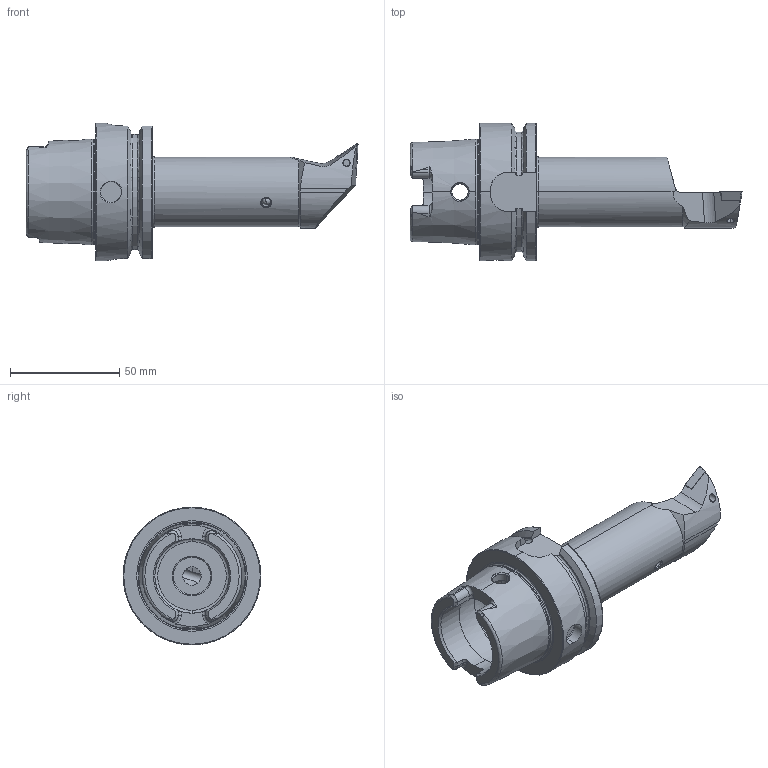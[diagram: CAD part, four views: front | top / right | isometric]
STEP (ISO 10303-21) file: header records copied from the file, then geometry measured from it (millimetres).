
FILE_DESCRIPTION (( 'STEP AP214' ), '1' );
FILE_NAME ('HA6-BDB.LUB.120.STEP', '2017-11-21T17:17:16', ( 'SWIAdmin' ), ( 'Hewlett-Packard Company' ), 'SwSTEP 2.0', 'SolidWorks 2017', '' );
FILE_SCHEMA (( 'AUTOMOTIVE_DESIGN' ));
Length unit declared in the file: millimetre
Products named in the file (5): KVT_MB_600_050; WCB-ER2.001.009_A; DCMT11T304; HA6-BDB.LUB.120_A; HA6-BDB.LUB.120
Assembly tree (4 placements, depth 2):
  HA6-BDB.LUB.120
    HA6-BDB.LUB.120_A
    DCMT11T304
    WCB-ER2.001.009_A
    KVT_MB_600_050
Bounding box: 151.9 x 63 x 63 mm (x, y, z)
Volume: 138597.9 mm3; surface area: 33326.1 mm2
Topology: 5 solids, 5 shells, 307 faces, 786 edges, 482 vertices
Faces by surface type: cylinder 88, plane 80, cone 78, torus 37, bspline 20, sphere 4
Entity records: 11707 total; most frequent: CARTESIAN_POINT 3941, ORIENTED_EDGE 1546, DIRECTION 1395, EDGE_CURVE 773, AXIS2_PLACEMENT_3D 558, VERTEX_POINT 479, EDGE_LOOP 322, ADVANCED_FACE 307
